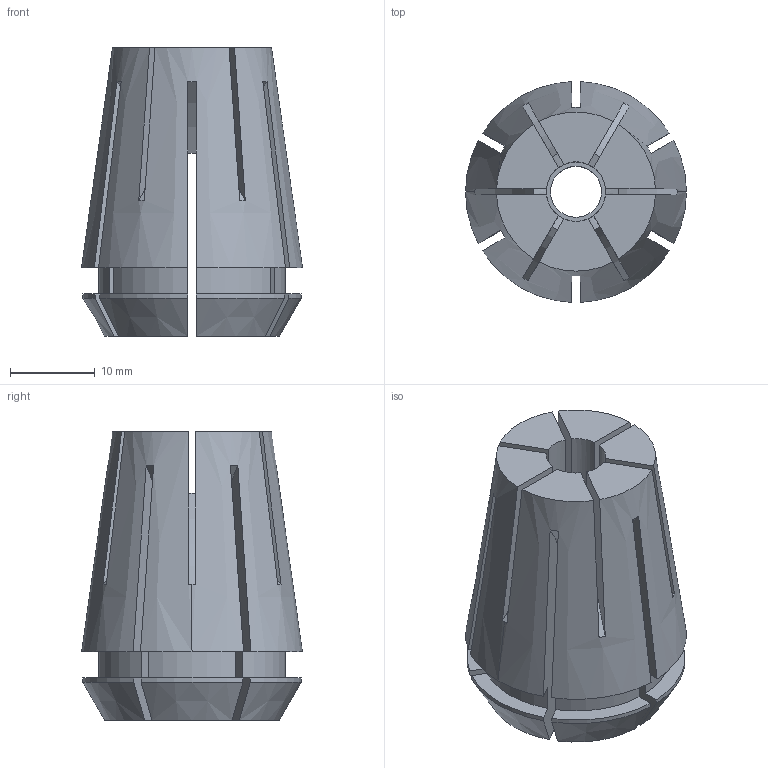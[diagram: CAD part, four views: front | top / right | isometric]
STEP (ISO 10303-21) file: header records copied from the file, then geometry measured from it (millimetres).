
FILE_DESCRIPTION (( 'STEP AP203' ), '1' );
FILE_NAME ('STP-5250-111-025-006-0(04425-06).STEP', '2023-07-24T05:48:51', ( '' ), ( '' ), 'SwSTEP 2.0', 'SolidWorks 2017', '' );
FILE_SCHEMA (( 'CONFIG_CONTROL_DESIGN' ));
Length unit declared in the file: millimetre
Products named in the file (1): STP-5250-111-025-006-0(04425-06)
Bounding box: 26 x 25.98 x 34 mm (x, y, z)
Volume: 10824.5 mm3; surface area: 7265.3 mm2
Topology: 1 solids, 1 shells, 100 faces, 296 edges, 197 vertices
Faces by surface type: plane 49, cylinder 42, cone 9
Entity records: 3579 total; most frequent: CARTESIAN_POINT 833, ORIENTED_EDGE 592, DIRECTION 549, EDGE_CURVE 296, AXIS2_PLACEMENT_3D 216, VERTEX_POINT 197, LINE 117, VECTOR 117
